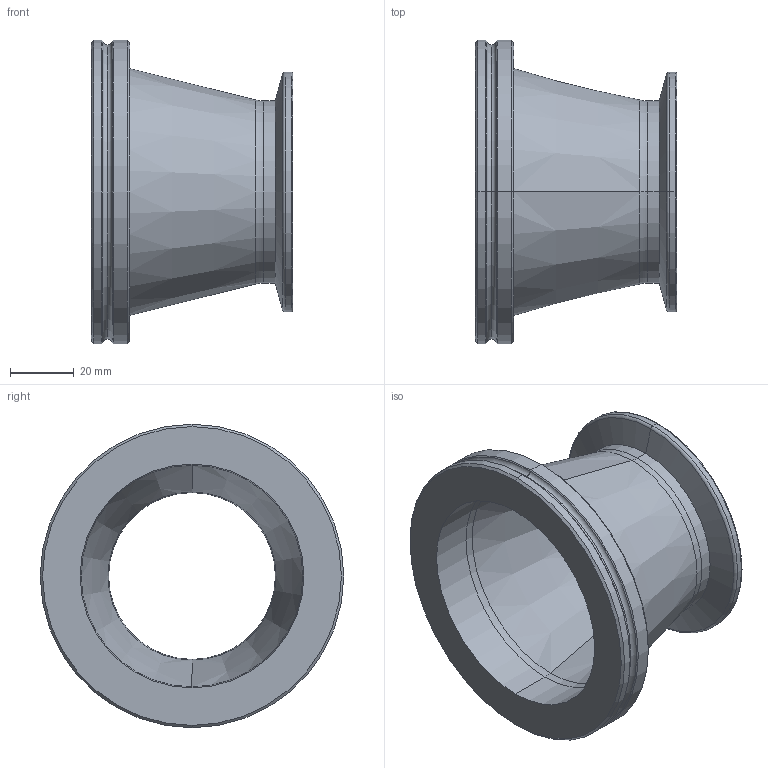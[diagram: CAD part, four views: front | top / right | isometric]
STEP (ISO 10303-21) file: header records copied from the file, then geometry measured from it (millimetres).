
FILE_DESCRIPTION (( 'STEP AP203' ), '1' );
FILE_NAME ('17220701122.STEP', '2018-09-30T05:19:09', ( '' ), ( '' ), 'SwSTEP 2.0', 'SolidWorks 2014', '' );
FILE_SCHEMA (( 'CONFIG_CONTROL_DESIGN' ));
Length unit declared in the file: millimetre
Products named in the file (1): 17220701122
Bounding box: 63 x 95 x 95 mm (x, y, z)
Volume: 71574.1 mm3; surface area: 37255.3 mm2
Topology: 1 solids, 1 shells, 48 faces, 96 edges, 52 vertices
Faces by surface type: cylinder 16, torus 14, cone 14, plane 4
Entity records: 1319 total; most frequent: DIRECTION 260, CARTESIAN_POINT 197, ORIENTED_EDGE 192, AXIS2_PLACEMENT_3D 115, EDGE_CURVE 96, CIRCLE 66, VERTEX_POINT 52, EDGE_LOOP 52
